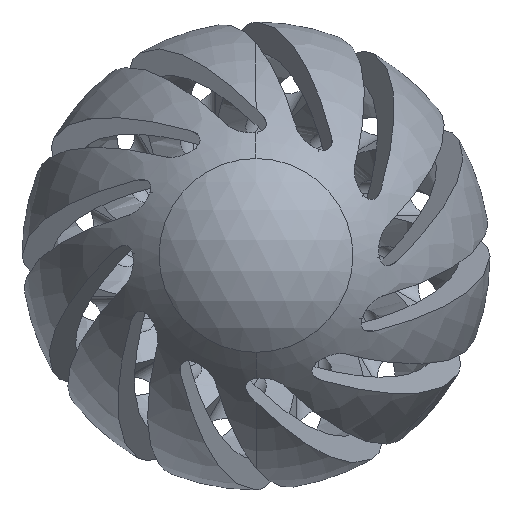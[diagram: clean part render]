
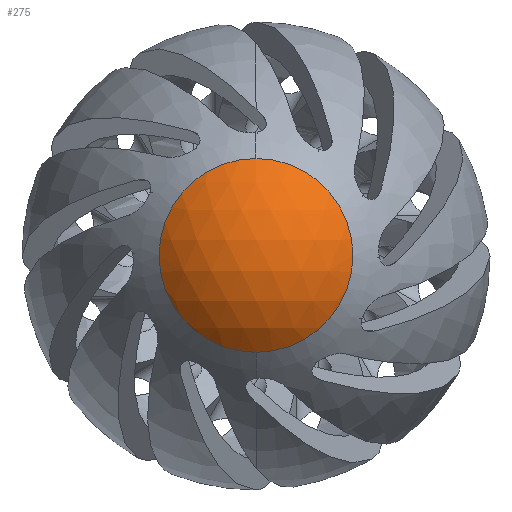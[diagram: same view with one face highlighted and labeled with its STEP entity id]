
A CAD part, top view. The second image highlights one B-rep face of the part: STEP entity #275.
In plain terms, the highlighted spherical face has radius 22.654 mm.
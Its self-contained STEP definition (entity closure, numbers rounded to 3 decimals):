
#275=ADVANCED_FACE('',(#544),#545,.T.);
#544=FACE_OUTER_BOUND('',#804,.T.);
#545=SPHERICAL_SURFACE('',#805,22.654);
#804=EDGE_LOOP('',(#1766,#1767,#1768));
#805=AXIS2_PLACEMENT_3D('',#1769,#1770,#1771);
#1766=ORIENTED_EDGE('',*,*,#1958,.F.);
#1767=ORIENTED_EDGE('',*,*,#1957,.F.);
#1768=ORIENTED_EDGE('',*,*,#2031,.F.);
#1769=CARTESIAN_POINT('',(0.,50.,27.346));
#1770=DIRECTION('',(0.0,-1.0,0.));
#1771=DIRECTION('',(1.0,0.0,0.0));
#1957=EDGE_CURVE('',#2496,#2499,#2500,.T.);
#1958=EDGE_CURVE('',#2499,#2501,#2502,.T.);
#2031=EDGE_CURVE('',#2501,#2496,#2617,.T.);
#2496=VERTEX_POINT('',#5900);
#2499=VERTEX_POINT('',#5903);
#2500=CIRCLE('',#5904,16.019);
#2501=VERTEX_POINT('',#5905);
#2502=CIRCLE('',#5906,16.019);
#2617=CIRCLE('',#7255,16.019);
#5900=CARTESIAN_POINT('',(0.,66.019,43.365));
#5903=CARTESIAN_POINT('',(16.019,50.,43.365));
#5904=AXIS2_PLACEMENT_3D('',#8405,#8406,#8407);
#5905=CARTESIAN_POINT('',(0.,33.981,43.365));
#5906=AXIS2_PLACEMENT_3D('',#8408,#8409,#8410);
#7255=AXIS2_PLACEMENT_3D('',#8462,#8463,#8464);
#8405=CARTESIAN_POINT('',(0.,50.,43.365));
#8406=DIRECTION('',(0.0,0.,-1.0));
#8407=DIRECTION('',(1.0,0.0,0.0));
#8408=CARTESIAN_POINT('',(0.,50.,43.365));
#8409=DIRECTION('',(0.0,0.,-1.0));
#8410=DIRECTION('',(1.0,0.0,0.0));
#8462=CARTESIAN_POINT('',(0.,50.,43.365));
#8463=DIRECTION('',(0.0,0.,-1.0));
#8464=DIRECTION('',(1.0,0.0,0.0));
